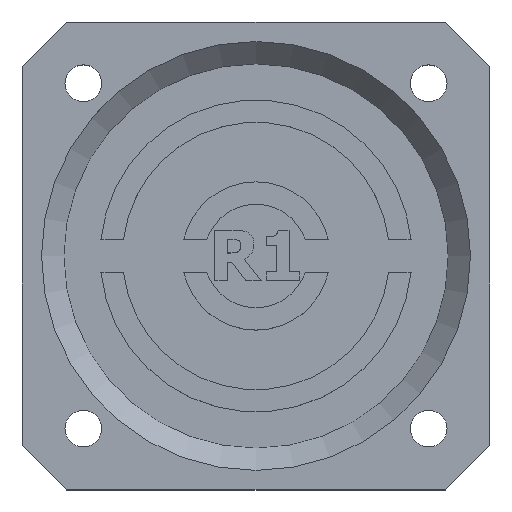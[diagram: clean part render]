
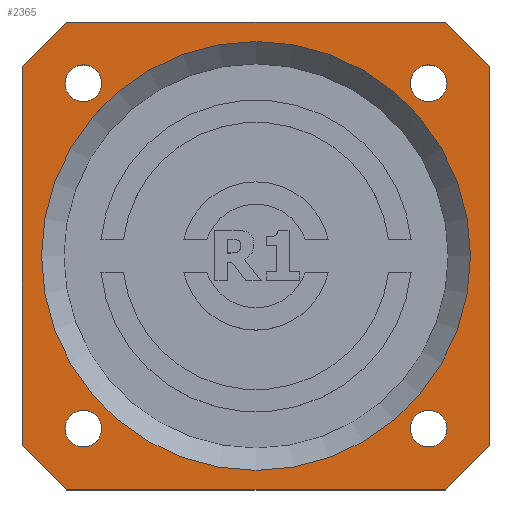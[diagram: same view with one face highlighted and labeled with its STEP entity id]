
A CAD part, top view. The second image highlights one B-rep face of the part: STEP entity #2365.
In plain terms, the highlighted planar face has unit normal (0, 0, 1).
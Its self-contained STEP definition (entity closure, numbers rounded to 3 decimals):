
#85=CIRCLE('',#2537,19.25);
#88=CIRCLE('',#2551,1.65);
#89=CIRCLE('',#2553,1.65);
#90=CIRCLE('',#2555,1.65);
#91=CIRCLE('',#2557,1.65);
#109=FACE_BOUND('',#490,.T.);
#110=FACE_BOUND('',#491,.T.);
#111=FACE_BOUND('',#492,.T.);
#112=FACE_BOUND('',#493,.T.);
#113=FACE_BOUND('',#494,.T.);
#216=PLANE('',#2574);
#347=FACE_OUTER_BOUND('',#489,.T.);
#489=EDGE_LOOP('',(#2213,#2214,#2215,#2216,#2217,#2218,#2219,#2220));
#490=EDGE_LOOP('',(#2221));
#491=EDGE_LOOP('',(#2222));
#492=EDGE_LOOP('',(#2223));
#493=EDGE_LOOP('',(#2224));
#494=EDGE_LOOP('',(#2225));
#601=LINE('',#3592,#852);
#604=LINE('',#3597,#855);
#606=LINE('',#3601,#857);
#608=LINE('',#3605,#859);
#610=LINE('',#3618,#861);
#612=LINE('',#3622,#863);
#614=LINE('',#3626,#865);
#615=LINE('',#3628,#866);
#852=VECTOR('',#2773,10.);
#855=VECTOR('',#2778,10.);
#857=VECTOR('',#2782,10.);
#859=VECTOR('',#2786,10.);
#861=VECTOR('',#2800,10.);
#863=VECTOR('',#2804,10.);
#865=VECTOR('',#2808,10.);
#866=VECTOR('',#2811,10.);
#1109=VERTEX_POINT('',#3589);
#1110=VERTEX_POINT('',#3591);
#1111=VERTEX_POINT('',#3595);
#1112=VERTEX_POINT('',#3599);
#1113=VERTEX_POINT('',#3603);
#1118=VERTEX_POINT('',#3616);
#1119=VERTEX_POINT('',#3620);
#1120=VERTEX_POINT('',#3624);
#1206=VERTEX_POINT('',#3906);
#1223=VERTEX_POINT('',#3962);
#1224=VERTEX_POINT('',#3966);
#1225=VERTEX_POINT('',#3970);
#1226=VERTEX_POINT('',#3974);
#1361=EDGE_CURVE('',#1109,#1110,#601,.T.);
#1364=EDGE_CURVE('',#1109,#1111,#604,.T.);
#1366=EDGE_CURVE('',#1112,#1111,#606,.T.);
#1368=EDGE_CURVE('',#1112,#1113,#608,.T.);
#1374=EDGE_CURVE('',#1118,#1113,#610,.T.);
#1376=EDGE_CURVE('',#1118,#1119,#612,.T.);
#1378=EDGE_CURVE('',#1120,#1119,#614,.T.);
#1379=EDGE_CURVE('',#1120,#1110,#615,.T.);
#1518=EDGE_CURVE('',#1206,#1206,#85,.T.);
#1547=EDGE_CURVE('',#1223,#1223,#88,.T.);
#1549=EDGE_CURVE('',#1224,#1224,#89,.T.);
#1551=EDGE_CURVE('',#1225,#1225,#90,.T.);
#1553=EDGE_CURVE('',#1226,#1226,#91,.T.);
#2213=ORIENTED_EDGE('',*,*,#1374,.F.);
#2214=ORIENTED_EDGE('',*,*,#1376,.T.);
#2215=ORIENTED_EDGE('',*,*,#1378,.F.);
#2216=ORIENTED_EDGE('',*,*,#1379,.T.);
#2217=ORIENTED_EDGE('',*,*,#1361,.F.);
#2218=ORIENTED_EDGE('',*,*,#1364,.T.);
#2219=ORIENTED_EDGE('',*,*,#1366,.F.);
#2220=ORIENTED_EDGE('',*,*,#1368,.T.);
#2221=ORIENTED_EDGE('',*,*,#1547,.T.);
#2222=ORIENTED_EDGE('',*,*,#1549,.T.);
#2223=ORIENTED_EDGE('',*,*,#1551,.T.);
#2224=ORIENTED_EDGE('',*,*,#1553,.T.);
#2225=ORIENTED_EDGE('',*,*,#1518,.T.);
#2365=ADVANCED_FACE('',(#347,#109,#110,#111,#112,#113),#216,.T.);
#2537=AXIS2_PLACEMENT_3D('',#3907,#3095,#3096);
#2551=AXIS2_PLACEMENT_3D('',#3964,#3149,#3150);
#2553=AXIS2_PLACEMENT_3D('',#3968,#3154,#3155);
#2555=AXIS2_PLACEMENT_3D('',#3972,#3159,#3160);
#2557=AXIS2_PLACEMENT_3D('',#3976,#3164,#3165);
#2574=AXIS2_PLACEMENT_3D('',#3993,#3198,#3199);
#2773=DIRECTION('',(0.707,-0.707,0.));
#2778=DIRECTION('',(-1.,0.,0.));
#2782=DIRECTION('',(0.707,0.707,0.));
#2786=DIRECTION('',(0.,-1.,0.));
#2800=DIRECTION('',(-0.707,0.707,0.));
#2804=DIRECTION('',(1.,0.,0.));
#2808=DIRECTION('',(-0.707,-0.707,0.));
#2811=DIRECTION('',(0.,1.,0.));
#3095=DIRECTION('center_axis',(0.,0.,-1.));
#3096=DIRECTION('ref_axis',(1.,0.,0.));
#3149=DIRECTION('center_axis',(0.,0.,-1.));
#3150=DIRECTION('ref_axis',(-1.,0.,0.));
#3154=DIRECTION('center_axis',(0.,0.,-1.));
#3155=DIRECTION('ref_axis',(-1.,0.,0.));
#3159=DIRECTION('center_axis',(0.,0.,-1.));
#3160=DIRECTION('ref_axis',(-1.,0.,0.));
#3164=DIRECTION('center_axis',(0.,0.,-1.));
#3165=DIRECTION('ref_axis',(-1.,0.,0.));
#3198=DIRECTION('center_axis',(0.,0.,1.));
#3199=DIRECTION('ref_axis',(1.,0.,0.));
#3589=CARTESIAN_POINT('',(17.,21.,0.));
#3591=CARTESIAN_POINT('',(21.,17.,0.));
#3592=CARTESIAN_POINT('',(19.,19.,0.));
#3595=CARTESIAN_POINT('',(-17.,21.,0.));
#3597=CARTESIAN_POINT('',(21.,21.,0.));
#3599=CARTESIAN_POINT('',(-21.,17.,0.));
#3601=CARTESIAN_POINT('',(-19.,19.,0.));
#3603=CARTESIAN_POINT('',(-21.,-17.,0.));
#3605=CARTESIAN_POINT('',(-21.,21.,0.));
#3616=CARTESIAN_POINT('',(-17.,-21.,0.));
#3618=CARTESIAN_POINT('',(-19.,-19.,0.));
#3620=CARTESIAN_POINT('',(17.,-21.,0.));
#3622=CARTESIAN_POINT('',(-21.,-21.,0.));
#3624=CARTESIAN_POINT('',(21.,-17.,0.));
#3626=CARTESIAN_POINT('',(19.,-19.,0.));
#3628=CARTESIAN_POINT('',(21.,-21.,0.));
#3906=CARTESIAN_POINT('',(-19.25,0.,0.));
#3907=CARTESIAN_POINT('Origin',(0.,0.,0.));
#3962=CARTESIAN_POINT('',(17.15,15.5,0.));
#3964=CARTESIAN_POINT('Origin',(15.5,15.5,0.));
#3966=CARTESIAN_POINT('',(17.15,-15.5,0.));
#3968=CARTESIAN_POINT('Origin',(15.5,-15.5,0.));
#3970=CARTESIAN_POINT('',(-13.85,-15.5,0.));
#3972=CARTESIAN_POINT('Origin',(-15.5,-15.5,0.));
#3974=CARTESIAN_POINT('',(-13.85,15.5,0.));
#3976=CARTESIAN_POINT('Origin',(-15.5,15.5,0.));
#3993=CARTESIAN_POINT('Origin',(0.,0.,0.));
